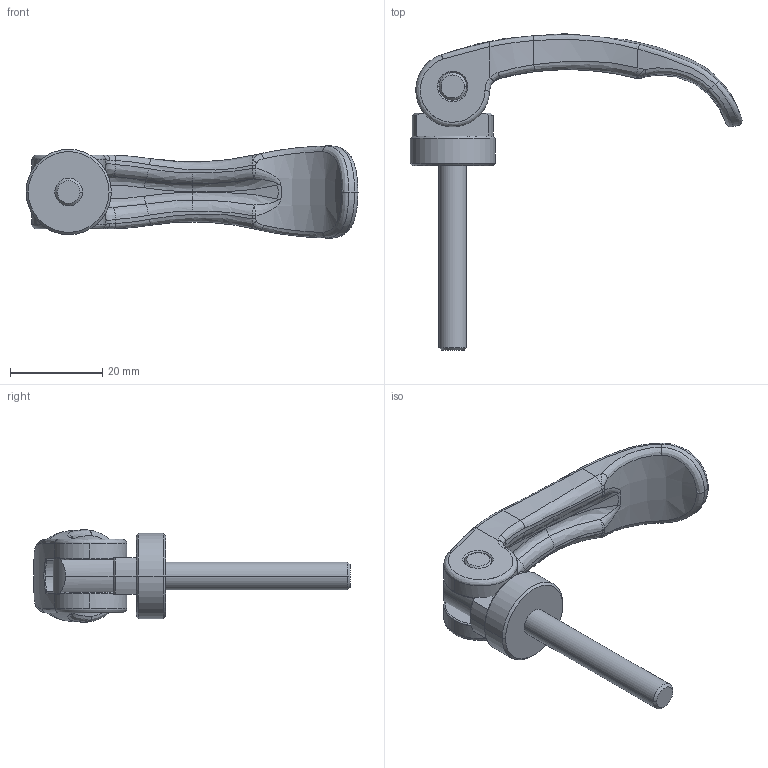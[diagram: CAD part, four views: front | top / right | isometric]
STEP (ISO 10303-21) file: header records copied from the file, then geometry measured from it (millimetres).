
FILE_DESCRIPTION(('STEP AP214'),'1');
FILE_NAME('EH_23390_0214.stp','2017-08-10T07:32:01',('TraceParts'),('TraceParts S.A.'),'Spatial InterOp 3D',' ',' ');
FILE_SCHEMA(('automotive_design'));
Length unit declared in the file: millimetre
Products named in the file (2): EH_23390_0214_1; EH_23390_0214_2
Bounding box: 71.95 x 68.58 x 19.99 mm (x, y, z)
Volume: 12205.2 mm3; surface area: 6453.4 mm2
Topology: 2 solids, 2 shells, 148 faces, 379 edges, 231 vertices
Faces by surface type: bspline 80, cylinder 36, cone 18, plane 14
Entity records: 13848 total; most frequent: CARTESIAN_POINT 9620, ORIENTED_EDGE 744, DIRECTION 495, EDGE_CURVE 372, VERTEX_POINT 231, AXIS2_PLACEMENT_3D 214, EDGE_LOOP 155, STYLED_ITEM 148
